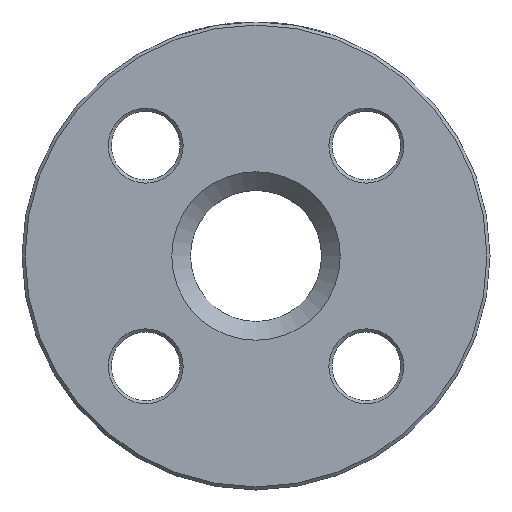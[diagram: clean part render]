
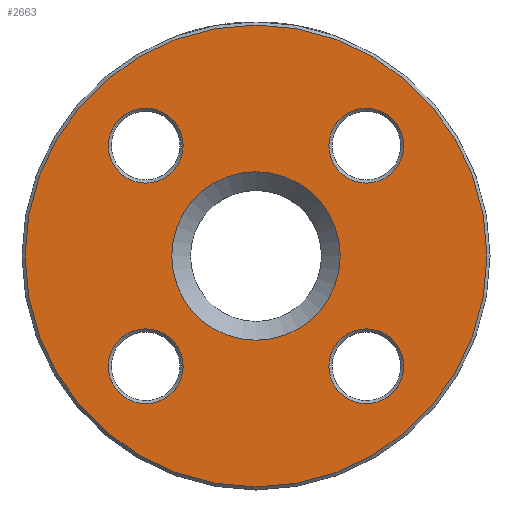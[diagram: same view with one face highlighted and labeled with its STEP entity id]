
A CAD part, left-side view. The second image highlights one B-rep face of the part: STEP entity #2663.
In plain terms, the highlighted planar face has unit normal (-1, 0, 0).
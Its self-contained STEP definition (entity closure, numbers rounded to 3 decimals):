
#51 = CARTESIAN_POINT ( 'NONE',  ( 0., 17.678, 11.678 ) ) ;
#75 = CIRCLE ( 'NONE', #2635, 37. ) ;
#111 = CIRCLE ( 'NONE', #1500, 6. ) ;
#154 = EDGE_CURVE ( 'NONE', #1071, #1071, #111, .T. ) ;
#195 = DIRECTION ( 'NONE',  ( 1., 0., 0. ) ) ;
#234 = CARTESIAN_POINT ( 'NONE',  ( 0., 10.5, 0. ) ) ;
#250 = DIRECTION ( 'NONE',  ( 0., 0., -1. ) ) ;
#364 = CARTESIAN_POINT ( 'NONE',  ( 0., -17.678, -23.678 ) ) ;
#415 = CIRCLE ( 'NONE', #2725, 13.5 ) ;
#452 = FACE_BOUND ( 'NONE', #2251, .T. ) ;
#464 = CARTESIAN_POINT ( 'NONE',  ( 0., 0., 0. ) ) ;
#486 = PLANE ( 'NONE',  #717 ) ;
#524 = CARTESIAN_POINT ( 'NONE',  ( 0., -17.678, -17.678 ) ) ;
#563 = DIRECTION ( 'NONE',  ( 0., 0., -1. ) ) ;
#617 = DIRECTION ( 'NONE',  ( 1., 0., 0. ) ) ;
#659 = EDGE_CURVE ( 'NONE', #2838, #2838, #415, .T. ) ;
#690 = VERTEX_POINT ( 'NONE', #364 ) ;
#717 = AXIS2_PLACEMENT_3D ( 'NONE', #234, #1872, #250 ) ;
#738 = FACE_BOUND ( 'NONE', #2182, .T. ) ;
#817 = ORIENTED_EDGE ( 'NONE', *, *, #659, .T. ) ;
#993 = FACE_BOUND ( 'NONE', #2078, .T. ) ;
#1047 = CARTESIAN_POINT ( 'NONE',  ( 0., 0., 0. ) ) ;
#1060 = DIRECTION ( 'NONE',  ( 0., 0., -1. ) ) ;
#1071 = VERTEX_POINT ( 'NONE', #2191 ) ;
#1135 = CARTESIAN_POINT ( 'NONE',  ( 0., -17.678, 17.678 ) ) ;
#1160 = CARTESIAN_POINT ( 'NONE',  ( 0., 0., -37. ) ) ;
#1172 = ORIENTED_EDGE ( 'NONE', *, *, #154, .T. ) ;
#1219 = CARTESIAN_POINT ( 'NONE',  ( 0., -17.678, 11.678 ) ) ;
#1372 = ORIENTED_EDGE ( 'NONE', *, *, #1453, .T. ) ;
#1407 = DIRECTION ( 'NONE',  ( 1., 0., 0. ) ) ;
#1430 = VERTEX_POINT ( 'NONE', #1219 ) ;
#1453 = EDGE_CURVE ( 'NONE', #2855, #2855, #1704, .T. ) ;
#1500 = AXIS2_PLACEMENT_3D ( 'NONE', #1745, #617, #2875 ) ;
#1589 = EDGE_LOOP ( 'NONE', ( #2498 ) ) ;
#1591 = FACE_BOUND ( 'NONE', #1816, .T. ) ;
#1656 = CARTESIAN_POINT ( 'NONE',  ( 0., 17.678, 17.678 ) ) ;
#1704 = CIRCLE ( 'NONE', #3564, 6. ) ;
#1709 = DIRECTION ( 'NONE',  ( 0., 0., -1. ) ) ;
#1745 = CARTESIAN_POINT ( 'NONE',  ( 0., 17.678, -17.678 ) ) ;
#1816 = EDGE_LOOP ( 'NONE', ( #817 ) ) ;
#1872 = DIRECTION ( 'NONE',  ( 1., 0., 0. ) ) ;
#1911 = DIRECTION ( 'NONE',  ( 1., 0., 0. ) ) ;
#2025 = EDGE_CURVE ( 'NONE', #1430, #1430, #2630, .T. ) ;
#2058 = AXIS2_PLACEMENT_3D ( 'NONE', #1135, #1407, #2252 ) ;
#2078 = EDGE_LOOP ( 'NONE', ( #1172 ) ) ;
#2164 = ORIENTED_EDGE ( 'NONE', *, *, #2025, .T. ) ;
#2182 = EDGE_LOOP ( 'NONE', ( #2164 ) ) ;
#2191 = CARTESIAN_POINT ( 'NONE',  ( 0., 17.678, -23.678 ) ) ;
#2251 = EDGE_LOOP ( 'NONE', ( #1372 ) ) ;
#2252 = DIRECTION ( 'NONE',  ( 0., 0., -1. ) ) ;
#2382 = FACE_BOUND ( 'NONE', #2426, .T. ) ;
#2426 = EDGE_LOOP ( 'NONE', ( #3014 ) ) ;
#2498 = ORIENTED_EDGE ( 'NONE', *, *, #2700, .T. ) ;
#2614 = VERTEX_POINT ( 'NONE', #1160 ) ;
#2630 = CIRCLE ( 'NONE', #2058, 6. ) ;
#2635 = AXIS2_PLACEMENT_3D ( 'NONE', #1047, #3230, #2714 ) ;
#2663 = ADVANCED_FACE ( 'NONE', ( #1591, #3508, #738, #2382, #993, #452 ), #486, .F. ) ;
#2700 = EDGE_CURVE ( 'NONE', #2614, #2614, #75, .T. ) ;
#2714 = DIRECTION ( 'NONE',  ( 0., 0., -1. ) ) ;
#2725 = AXIS2_PLACEMENT_3D ( 'NONE', #464, #195, #1060 ) ;
#2754 = AXIS2_PLACEMENT_3D ( 'NONE', #524, #1911, #1709 ) ;
#2838 = VERTEX_POINT ( 'NONE', #3158 ) ;
#2855 = VERTEX_POINT ( 'NONE', #51 ) ;
#2875 = DIRECTION ( 'NONE',  ( 0., 0., -1. ) ) ;
#3014 = ORIENTED_EDGE ( 'NONE', *, *, #3595, .T. ) ;
#3101 = CIRCLE ( 'NONE', #2754, 6. ) ;
#3158 = CARTESIAN_POINT ( 'NONE',  ( 0., 0., -13.5 ) ) ;
#3230 = DIRECTION ( 'NONE',  ( -1., 0., 0. ) ) ;
#3508 = FACE_OUTER_BOUND ( 'NONE', #1589, .T. ) ;
#3564 = AXIS2_PLACEMENT_3D ( 'NONE', #1656, #3572, #563 ) ;
#3572 = DIRECTION ( 'NONE',  ( 1., 0., 0. ) ) ;
#3595 = EDGE_CURVE ( 'NONE', #690, #690, #3101, .T. ) ;
